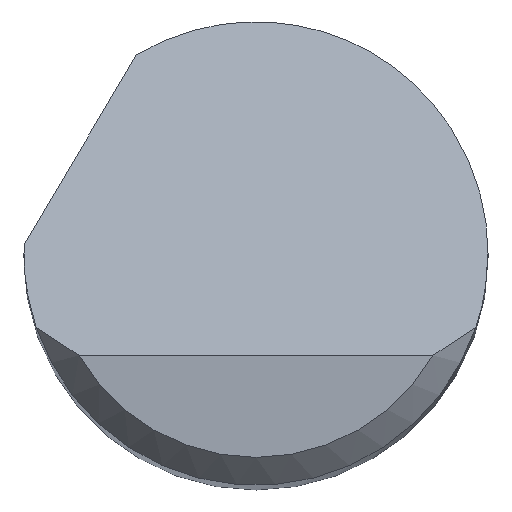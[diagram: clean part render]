
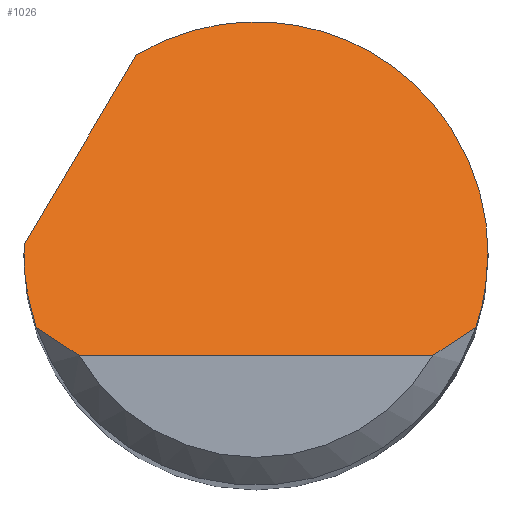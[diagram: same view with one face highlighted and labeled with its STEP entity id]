
A CAD part, top view. The second image highlights one B-rep face of the part: STEP entity #1026.
In plain terms, the highlighted planar face has unit normal (0, 0.707, 0.707).
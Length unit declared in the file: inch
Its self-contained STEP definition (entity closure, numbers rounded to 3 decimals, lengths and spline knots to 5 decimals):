
#6 = CARTESIAN_POINT ( 'NONE',  ( -0.10339, -0.05031, 2.49531 ) ) ;
#36 = VECTOR ( 'NONE', #869, 39.37008 ) ;
#43 = VERTEX_POINT ( 'NONE', #130 ) ;
#48 = DIRECTION ( 'NONE',  ( 0.386, 0.652, -0.652 ) ) ;
#50 = ORIENTED_EDGE ( 'NONE', *, *, #876, .T. ) ;
#98 = CARTESIAN_POINT ( 'NONE',  ( -0.06437, 0.10715, 2.33785 ) ) ;
#111 = EDGE_LOOP ( 'NONE', ( #50, #284, #443, #1208, #174, #368, #387, #423 ) ) ;
#113 =( BOUNDED_CURVE ( )  B_SPLINE_CURVE ( 3, ( #878, #480, #865, #857 ),
 .UNSPECIFIED., .F., .F. ) 
 B_SPLINE_CURVE_WITH_KNOTS ( ( 4, 4 ),
 ( 1.5708, 1.89653 ),
 .UNSPECIFIED. ) 
 CURVE ( )  GEOMETRIC_REPRESENTATION_ITEM ( )  RATIONAL_B_SPLINE_CURVE ( ( 1., 0.991, 0.991, 1. ) ) 
 REPRESENTATION_ITEM ( '' )  );
#115 = EDGE_CURVE ( 'NONE', #1043, #657, #847, .T. ) ;
#118 = DIRECTION ( 'NONE',  ( 0., 0.707, -0.707 ) ) ;
#130 = CARTESIAN_POINT ( 'NONE',  ( -0.09526, -0.055, 2.5 ) ) ;
#174 = ORIENTED_EDGE ( 'NONE', *, *, #181, .F. ) ;
#181 = EDGE_CURVE ( 'NONE', #356, #478, #948, .T. ) ;
#184 = CARTESIAN_POINT ( 'NONE',  ( -0.1249, 0.005, 2.44 ) ) ;
#245 = CARTESIAN_POINT ( 'NONE',  ( -0.06437, 0.10715, 2.33785 ) ) ;
#284 = ORIENTED_EDGE ( 'NONE', *, *, #542, .T. ) ;
#338 = CARTESIAN_POINT ( 'NONE',  ( 0.09526, -0.055, 2.5 ) ) ;
#356 = VERTEX_POINT ( 'NONE', #184 ) ;
#368 = ORIENTED_EDGE ( 'NONE', *, *, #1254, .F. ) ;
#372 = CARTESIAN_POINT ( 'NONE',  ( -0.125, 0., 2.445 ) ) ;
#387 = ORIENTED_EDGE ( 'NONE', *, *, #115, .F. ) ;
#393 = CARTESIAN_POINT ( 'NONE',  ( -0.09526, -0.055, 2.5 ) ) ;
#405 = VERTEX_POINT ( 'NONE', #1150 ) ;
#423 = ORIENTED_EDGE ( 'NONE', *, *, #891, .T. ) ;
#443 = ORIENTED_EDGE ( 'NONE', *, *, #1274, .F. ) ;
#478 = VERTEX_POINT ( 'NONE', #98 ) ;
#480 = CARTESIAN_POINT ( 'NONE',  ( 0.125, -0.01363, 2.45863 ) ) ;
#513 = DIRECTION ( 'NONE',  ( 0., -0.707, -0.707 ) ) ;
#542 = EDGE_CURVE ( 'NONE', #405, #1031, #818, .T. ) ;
#577 = CARTESIAN_POINT ( 'NONE',  ( -0.125, 0.00167, 2.44333 ) ) ;
#610 = CARTESIAN_POINT ( 'NONE',  ( -0.12279, -0.02708, 2.47208 ) ) ;
#617 = CARTESIAN_POINT ( 'NONE',  ( -0.125, 0., 2.445 ) ) ;
#622 = CARTESIAN_POINT ( 'NONE',  ( -0.125, -0.055, 2.5 ) ) ;
#633 = CARTESIAN_POINT ( 'NONE',  ( 0.0296, 0.1636, 2.2814 ) ) ;
#657 = VERTEX_POINT ( 'NONE', #617 ) ;
#713 = FACE_OUTER_BOUND ( 'NONE', #111, .T. ) ;
#719 = CARTESIAN_POINT ( 'NONE',  ( -0.125, -0.01363, 2.45863 ) ) ;
#769 = CARTESIAN_POINT ( 'NONE',  ( -0.12497, 0.00333, 2.44167 ) ) ;
#798 = CARTESIAN_POINT ( 'NONE',  ( 0.11843, -0.04, 2.485 ) ) ;
#818 = B_SPLINE_CURVE_WITH_KNOTS ( 'NONE', 3,
 ( #338, #930, #924, #798 ),
 .UNSPECIFIED., .F., .F.,
 ( 4, 4 ),
 ( 0., 0.0008 ),
 .UNSPECIFIED. ) ;
#842 = CARTESIAN_POINT ( 'NONE',  ( -0.15516, -0.04606, 2.49106 ) ) ;
#847 =( BOUNDED_CURVE ( )  B_SPLINE_CURVE ( 3, ( #1201, #610, #719, #1010 ),
 .UNSPECIFIED., .F., .F. ) 
 B_SPLINE_CURVE_WITH_KNOTS ( ( 4, 4 ),
 ( 4.38666, 4.71239 ),
 .UNSPECIFIED. ) 
 CURVE ( )  GEOMETRIC_REPRESENTATION_ITEM ( )  RATIONAL_B_SPLINE_CURVE ( ( 1., 0.991, 0.991, 1. ) ) 
 REPRESENTATION_ITEM ( '' )  );
#857 = CARTESIAN_POINT ( 'NONE',  ( 0.11843, -0.04, 2.485 ) ) ;
#865 = CARTESIAN_POINT ( 'NONE',  ( 0.12279, -0.02708, 2.47208 ) ) ;
#869 = DIRECTION ( 'NONE',  ( 1., 0., 0. ) ) ;
#876 = EDGE_CURVE ( 'NONE', #43, #405, #1084, .T. ) ;
#878 = CARTESIAN_POINT ( 'NONE',  ( 0.125, 0., 2.445 ) ) ;
#884 = CARTESIAN_POINT ( 'NONE',  ( 0., -0.055, 2.5 ) ) ;
#891 = EDGE_CURVE ( 'NONE', #1043, #43, #1121, .T. ) ;
#911 = CARTESIAN_POINT ( 'NONE',  ( 0.11843, -0.04, 2.485 ) ) ;
#924 = CARTESIAN_POINT ( 'NONE',  ( 0.11107, -0.04528, 2.49028 ) ) ;
#930 = CARTESIAN_POINT ( 'NONE',  ( 0.10339, -0.05031, 2.49531 ) ) ;
#948 = LINE ( 'NONE', #842, #1128 ) ;
#950 = VERTEX_POINT ( 'NONE', #1108 ) ;
#986 = CARTESIAN_POINT ( 'NONE',  ( -0.11843, -0.04, 2.485 ) ) ;
#989 =( BOUNDED_CURVE ( )  B_SPLINE_CURVE ( 3, ( #372, #577, #769, #1163 ),
 .UNSPECIFIED., .F., .F. ) 
 B_SPLINE_CURVE_WITH_KNOTS ( ( 4, 4 ),
 ( 4.71239, 4.7524 ),
 .UNSPECIFIED. ) 
 CURVE ( )  GEOMETRIC_REPRESENTATION_ITEM ( )  RATIONAL_B_SPLINE_CURVE ( ( 1., 1., 1., 1. ) ) 
 REPRESENTATION_ITEM ( '' )  );
#1010 = CARTESIAN_POINT ( 'NONE',  ( -0.125, 0., 2.445 ) ) ;
#1023 = CARTESIAN_POINT ( 'NONE',  ( -0.11843, -0.04, 2.485 ) ) ;
#1026 = ADVANCED_FACE ( 'NONE', ( #713 ), #1119, .F. ) ;
#1031 = VERTEX_POINT ( 'NONE', #911 ) ;
#1034 = CARTESIAN_POINT ( 'NONE',  ( 0.125, 0.10961, 2.33539 ) ) ;
#1043 = VERTEX_POINT ( 'NONE', #1023 ) ;
#1075 = CARTESIAN_POINT ( 'NONE',  ( 0.125, 0., 2.445 ) ) ;
#1079 = CARTESIAN_POINT ( 'NONE',  ( -0.11107, -0.04528, 2.49028 ) ) ;
#1084 = LINE ( 'NONE', #884, #36 ) ;
#1108 = CARTESIAN_POINT ( 'NONE',  ( 0.125, 0., 2.445 ) ) ;
#1109 = AXIS2_PLACEMENT_3D ( 'NONE', #622, #513, #118 ) ;
#1119 = PLANE ( 'NONE',  #1109 ) ;
#1121 = B_SPLINE_CURVE_WITH_KNOTS ( 'NONE', 3,
 ( #986, #1079, #6, #393 ),
 .UNSPECIFIED., .F., .F.,
 ( 4, 4 ),
 ( 0., 0.0008 ),
 .UNSPECIFIED. ) ;
#1128 = VECTOR ( 'NONE', #48, 39.37008 ) ;
#1150 = CARTESIAN_POINT ( 'NONE',  ( 0.09526, -0.055, 2.5 ) ) ;
#1163 = CARTESIAN_POINT ( 'NONE',  ( -0.1249, 0.005, 2.44 ) ) ;
#1201 = CARTESIAN_POINT ( 'NONE',  ( -0.11843, -0.04, 2.485 ) ) ;
#1208 = ORIENTED_EDGE ( 'NONE', *, *, #1236, .F. ) ;
#1236 = EDGE_CURVE ( 'NONE', #478, #950, #1251, .T. ) ;
#1251 =( BOUNDED_CURVE ( )  B_SPLINE_CURVE ( 3, ( #245, #633, #1034, #1075 ),
 .UNSPECIFIED., .F., .F. ) 
 B_SPLINE_CURVE_WITH_KNOTS ( ( 4, 4 ),
 ( 5.74227, 7.85398 ),
 .UNSPECIFIED. ) 
 CURVE ( )  GEOMETRIC_REPRESENTATION_ITEM ( )  RATIONAL_B_SPLINE_CURVE ( ( 1., 0.662, 0.662, 1. ) ) 
 REPRESENTATION_ITEM ( '' )  );
#1254 = EDGE_CURVE ( 'NONE', #657, #356, #989, .T. ) ;
#1274 = EDGE_CURVE ( 'NONE', #950, #1031, #113, .T. ) ;
